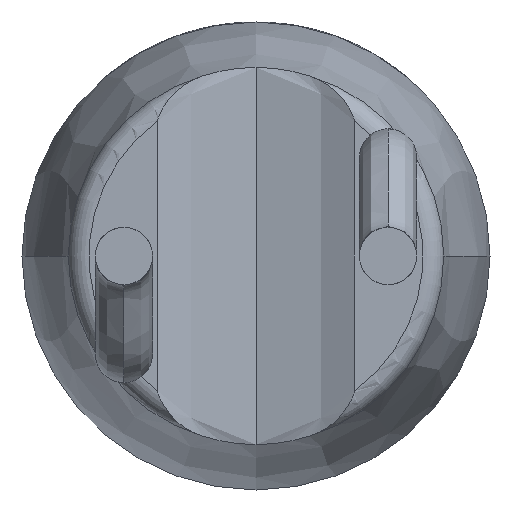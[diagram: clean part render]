
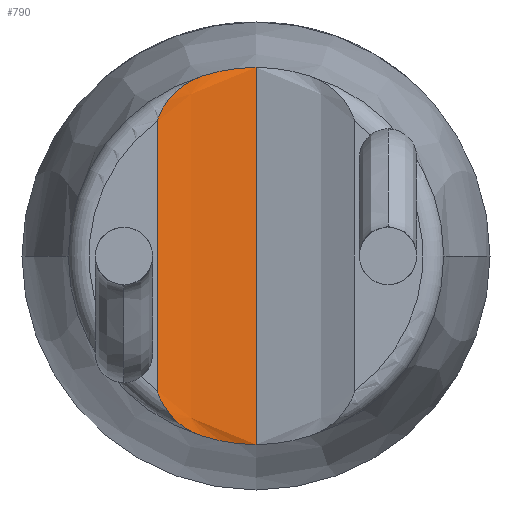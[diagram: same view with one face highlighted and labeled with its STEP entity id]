
A CAD part, front view. The second image highlights one B-rep face of the part: STEP entity #790.
In plain terms, the highlighted free-form (B-spline) face has degree [3, 1] with [4, 2] control points.
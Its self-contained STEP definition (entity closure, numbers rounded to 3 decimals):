
#84 = DIRECTION ( 'NONE',  ( 0., 0., 1. ) ) ;
#89 = VERTEX_POINT ( 'NONE', #1084 ) ;
#114 = CARTESIAN_POINT ( 'NONE',  ( -0.945, 0., -2.25 ) ) ;
#144 = ORIENTED_EDGE ( 'NONE', *, *, #1089, .T. ) ;
#184 = B_SPLINE_CURVE_WITH_KNOTS ( 'NONE', 3,
 ( #1129, #3996, #3200, #2763, #4437, #5193, #5178, #2781, #1987, #3157, #3583, #1554 ),
 .UNSPECIFIED., .F., .F.,
 ( 4, 2, 2, 2, 2, 4 ),
 ( 0., 0., 0., 0., 0.001, 0.001 ),
 .UNSPECIFIED. ) ;
#289 = CARTESIAN_POINT ( 'NONE',  ( -0.349, 0.228, 1.784 ) ) ;
#405 = EDGE_CURVE ( 'NONE', #3835, #1993, #4892, .T. ) ;
#407 = CARTESIAN_POINT ( 'NONE',  ( 0., 0.25, 1.813 ) ) ;
#453 = CARTESIAN_POINT ( 'NONE',  ( -0.641, 0.23, -1.835 ) ) ;
#515 = EDGE_CURVE ( 'NONE', #1748, #4637, #3026, .T. ) ;
#668 = VECTOR ( 'NONE', #84, 1000. ) ;
#790 = ADVANCED_FACE ( 'NONE', ( #1694 ), #3371, .F. ) ;
#800 = CARTESIAN_POINT ( 'NONE',  ( -0.945, 0., 1.299 ) ) ;
#878 = VECTOR ( 'NONE', #2470, 1000. ) ;
#906 = CARTESIAN_POINT ( 'NONE',  ( -0.641, 0.23, 1.835 ) ) ;
#1035 = CARTESIAN_POINT ( 'NONE',  ( -0.512, 0.18, 1.731 ) ) ;
#1059 = B_SPLINE_CURVE_WITH_KNOTS ( 'NONE', 3,
 ( #2005, #3612, #289, #1198 ),
 .UNSPECIFIED., .F., .F.,
 ( 4, 4 ),
 ( 0., 0.001 ),
 .UNSPECIFIED. ) ;
#1084 = CARTESIAN_POINT ( 'NONE',  ( -0.945, 0., -1.299 ) ) ;
#1089 = EDGE_CURVE ( 'NONE', #4637, #1354, #1522, .T. ) ;
#1123 = CARTESIAN_POINT ( 'NONE',  ( 0., 0.25, -1.813 ) ) ;
#1129 = CARTESIAN_POINT ( 'NONE',  ( -0.945, 0., -1.299 ) ) ;
#1143 = EDGE_CURVE ( 'NONE', #89, #1993, #1779, .T. ) ;
#1198 = CARTESIAN_POINT ( 'NONE',  ( -0.512, 0.18, 1.731 ) ) ;
#1294 = CARTESIAN_POINT ( 'NONE',  ( -0.712, 0.06, 1.835 ) ) ;
#1354 = VERTEX_POINT ( 'NONE', #407 ) ;
#1387 = CARTESIAN_POINT ( 'NONE',  ( -0.816, 0.048, 1.536 ) ) ;
#1498 = ORIENTED_EDGE ( 'NONE', *, *, #4211, .T. ) ;
#1522 = LINE ( 'NONE', #4890, #878 ) ;
#1554 = CARTESIAN_POINT ( 'NONE',  ( -0.512, 0.18, -1.731 ) ) ;
#1560 = EDGE_CURVE ( 'NONE', #89, #1748, #184, .T. ) ;
#1673 = ORIENTED_EDGE ( 'NONE', *, *, #515, .T. ) ;
#1694 = FACE_OUTER_BOUND ( 'NONE', #4428, .T. ) ;
#1748 = VERTEX_POINT ( 'NONE', #5104 ) ;
#1779 = LINE ( 'NONE', #114, #668 ) ;
#1787 = CARTESIAN_POINT ( 'NONE',  ( -0.909, 0.01, 1.403 ) ) ;
#1934 = ORIENTED_EDGE ( 'NONE', *, *, #405, .T. ) ;
#1987 = CARTESIAN_POINT ( 'NONE',  ( -0.701, 0.107, -1.642 ) ) ;
#1993 = VERTEX_POINT ( 'NONE', #800 ) ;
#2005 = CARTESIAN_POINT ( 'NONE',  ( 0., 0.25, 1.813 ) ) ;
#2068 = CARTESIAN_POINT ( 'NONE',  ( 0., 0.25, -1.835 ) ) ;
#2170 = CARTESIAN_POINT ( 'NONE',  ( -0.611, 0.147, 1.694 ) ) ;
#2227 = ORIENTED_EDGE ( 'NONE', *, *, #1143, .F. ) ;
#2243 = CARTESIAN_POINT ( 'NONE',  ( -0.742, 0.085, 1.61 ) ) ;
#2263 = CARTESIAN_POINT ( 'NONE',  ( -0.512, 0.18, -1.731 ) ) ;
#2303 = CARTESIAN_POINT ( 'NONE',  ( -0.945, 0., 1.299 ) ) ;
#2470 = DIRECTION ( 'NONE',  ( 0., 0., 1. ) ) ;
#2558 = CARTESIAN_POINT ( 'NONE',  ( -0.894, 0.015, 1.427 ) ) ;
#2584 = CARTESIAN_POINT ( 'NONE',  ( -0.512, 0.18, 1.731 ) ) ;
#2698 = CARTESIAN_POINT ( 'NONE',  ( -0.349, 0.228, -1.784 ) ) ;
#2763 = CARTESIAN_POINT ( 'NONE',  ( -0.909, 0.01, -1.403 ) ) ;
#2781 = CARTESIAN_POINT ( 'NONE',  ( -0.742, 0.085, -1.61 ) ) ;
#2822 = CARTESIAN_POINT ( 'NONE',  ( 0., 0.25, -1.813 ) ) ;
#2843 = ORIENTED_EDGE ( 'NONE', *, *, #1560, .T. ) ;
#3026 = B_SPLINE_CURVE_WITH_KNOTS ( 'NONE', 3,
 ( #2263, #2698, #4340, #1123 ),
 .UNSPECIFIED., .F., .F.,
 ( 4, 4 ),
 ( 0., 0.001 ),
 .UNSPECIFIED. ) ;
#3062 = CARTESIAN_POINT ( 'NONE',  ( -0.7, 0.107, 1.642 ) ) ;
#3157 = CARTESIAN_POINT ( 'NONE',  ( -0.611, 0.147, -1.694 ) ) ;
#3200 = CARTESIAN_POINT ( 'NONE',  ( -0.933, 0.003, -1.353 ) ) ;
#3371 = B_SPLINE_SURFACE_WITH_KNOTS ( 'NONE', 3, 1, ( 
 ( #2068, #4902 ),
 ( #453, #906 ),
 ( #3658, #1294 ),
 ( #4088, #4135 ) ),
 .UNSPECIFIED., .F., .F., .F.,
 ( 4, 4 ),
 ( 2, 2 ),
 ( 0., 1. ),
 ( 0., 1. ),
 .UNSPECIFIED. ) ;
#3440 = CARTESIAN_POINT ( 'NONE',  ( -0.933, 0.003, 1.353 ) ) ;
#3583 = CARTESIAN_POINT ( 'NONE',  ( -0.563, 0.165, -1.714 ) ) ;
#3612 = CARTESIAN_POINT ( 'NONE',  ( -0.177, 0.244, 1.813 ) ) ;
#3658 = CARTESIAN_POINT ( 'NONE',  ( -0.712, 0.06, -1.835 ) ) ;
#3835 = VERTEX_POINT ( 'NONE', #2584 ) ;
#3996 = CARTESIAN_POINT ( 'NONE',  ( -0.945, 0., -1.327 ) ) ;
#4088 = CARTESIAN_POINT ( 'NONE',  ( -0.945, 0., -1.835 ) ) ;
#4135 = CARTESIAN_POINT ( 'NONE',  ( -0.945, 0., 1.835 ) ) ;
#4211 = EDGE_CURVE ( 'NONE', #1354, #3835, #1059, .T. ) ;
#4249 = CARTESIAN_POINT ( 'NONE',  ( -0.849, 0.033, 1.495 ) ) ;
#4270 = CARTESIAN_POINT ( 'NONE',  ( -0.563, 0.165, 1.714 ) ) ;
#4340 = CARTESIAN_POINT ( 'NONE',  ( -0.177, 0.244, -1.813 ) ) ;
#4428 = EDGE_LOOP ( 'NONE', ( #1498, #1934, #2227, #2843, #1673, #144 ) ) ;
#4437 = CARTESIAN_POINT ( 'NONE',  ( -0.895, 0.015, -1.426 ) ) ;
#4637 = VERTEX_POINT ( 'NONE', #2822 ) ;
#4890 = CARTESIAN_POINT ( 'NONE',  ( 0., 0.25, -2.25 ) ) ;
#4892 = B_SPLINE_CURVE_WITH_KNOTS ( 'NONE', 3,
 ( #1035, #4270, #2170, #3062, #2243, #1387, #4249, #2558, #1787, #3440, #5151, #2303 ),
 .UNSPECIFIED., .F., .F.,
 ( 4, 2, 2, 2, 2, 4 ),
 ( 0., 0., 0., 0., 0.001, 0.001 ),
 .UNSPECIFIED. ) ;
#4902 = CARTESIAN_POINT ( 'NONE',  ( 0., 0.25, 1.835 ) ) ;
#5104 = CARTESIAN_POINT ( 'NONE',  ( -0.512, 0.18, -1.731 ) ) ;
#5151 = CARTESIAN_POINT ( 'NONE',  ( -0.945, 0., 1.327 ) ) ;
#5178 = CARTESIAN_POINT ( 'NONE',  ( -0.816, 0.048, -1.536 ) ) ;
#5193 = CARTESIAN_POINT ( 'NONE',  ( -0.849, 0.032, -1.494 ) ) ;
